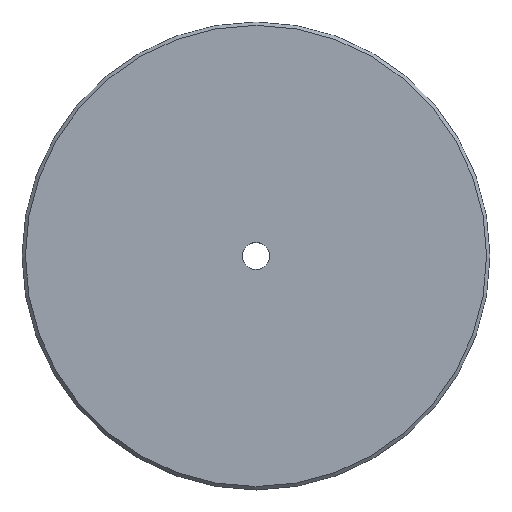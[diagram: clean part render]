
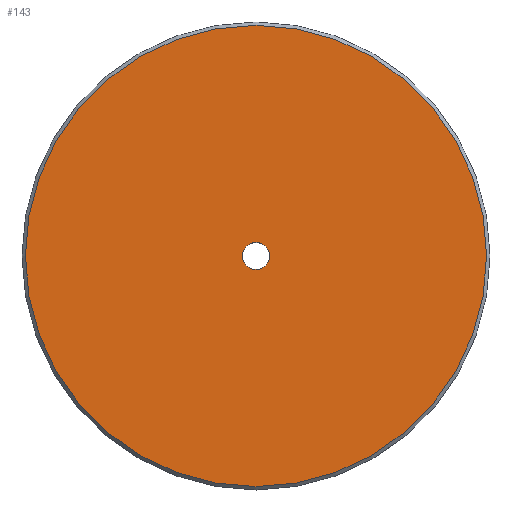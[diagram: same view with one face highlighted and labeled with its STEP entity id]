
A CAD part, top view. The second image highlights one B-rep face of the part: STEP entity #143.
In plain terms, the highlighted planar face has unit normal (0, 0, 1).
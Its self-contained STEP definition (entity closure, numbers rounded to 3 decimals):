
#17=FACE_BOUND('',#44,.T.);
#20=PLANE('',#176);
#31=FACE_OUTER_BOUND('',#43,.T.);
#43=EDGE_LOOP('',(#122));
#44=EDGE_LOOP('',(#123));
#63=CIRCLE('',#164,2.);
#69=CIRCLE('',#175,34.);
#73=VERTEX_POINT('',#237);
#79=VERTEX_POINT('',#257);
#84=EDGE_CURVE('',#73,#73,#63,.T.);
#93=EDGE_CURVE('',#79,#79,#69,.T.);
#122=ORIENTED_EDGE('',*,*,#93,.F.);
#123=ORIENTED_EDGE('',*,*,#84,.T.);
#143=ADVANCED_FACE('',(#31,#17),#20,.T.);
#164=AXIS2_PLACEMENT_3D('',#238,#191,#192);
#175=AXIS2_PLACEMENT_3D('',#258,#216,#217);
#176=AXIS2_PLACEMENT_3D('',#260,#219,#220);
#191=DIRECTION('center_axis',(0.,0.,-1.));
#192=DIRECTION('ref_axis',(1.,0.,0.));
#216=DIRECTION('center_axis',(0.,0.,-1.));
#217=DIRECTION('ref_axis',(1.,0.,0.));
#219=DIRECTION('center_axis',(0.,0.,1.));
#220=DIRECTION('ref_axis',(1.,0.,0.));
#237=CARTESIAN_POINT('',(-2.,0.,3.7));
#238=CARTESIAN_POINT('Origin',(0.,0.,3.7));
#257=CARTESIAN_POINT('',(-34.,0.,3.7));
#258=CARTESIAN_POINT('Origin',(0.,0.,3.7));
#260=CARTESIAN_POINT('Origin',(0.,0.,3.7));
